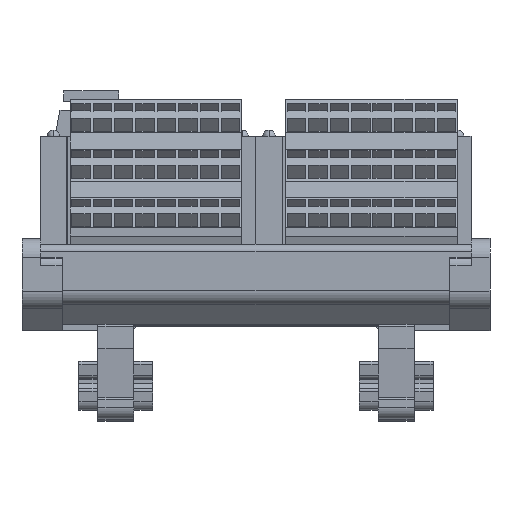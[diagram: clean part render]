
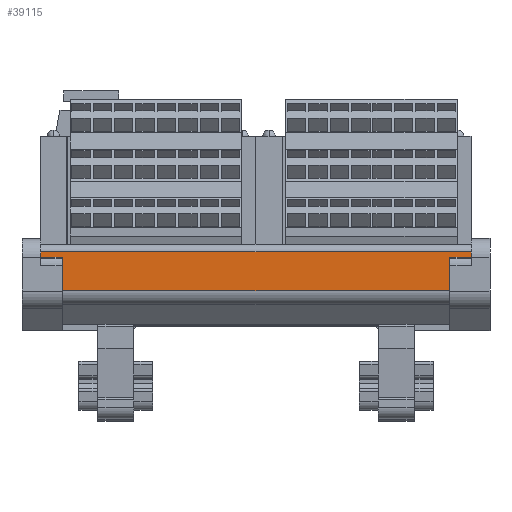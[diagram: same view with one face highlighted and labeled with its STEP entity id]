
A CAD part, front view. The second image highlights one B-rep face of the part: STEP entity #39115.
In plain terms, the highlighted planar face has unit normal (0, -1, 0).
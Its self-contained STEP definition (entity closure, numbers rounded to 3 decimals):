
#39058=AXIS2_PLACEMENT_3D('Plane Axis2P3D',#39055,#39056,#39057) ;
#38714=CARTESIAN_POINT('Vertex',(106.6,2.099,38.052)) ;
#39030=CARTESIAN_POINT('Vertex',(4.5,2.099,40.202)) ;
#39033=CARTESIAN_POINT('Line Origine',(112.1,2.099,40.202)) ;
#39037=CARTESIAN_POINT('Vertex',(106.6,2.099,40.202)) ;
#39055=CARTESIAN_POINT('Axis2P3D Location',(112.1,2.099,40.202)) ;
#39060=CARTESIAN_POINT('Line Origine',(106.6,2.099,39.127)) ;
#39065=CARTESIAN_POINT('Line Origine',(4.5,2.099,39.127)) ;
#39069=CARTESIAN_POINT('Vertex',(4.5,2.099,38.052)) ;
#39072=CARTESIAN_POINT('Line Origine',(4.5,2.099,37.302)) ;
#39076=CARTESIAN_POINT('Vertex',(4.5,2.099,36.552)) ;
#39079=CARTESIAN_POINT('Line Origine',(4.5,2.099,33.763)) ;
#39083=CARTESIAN_POINT('Vertex',(4.5,2.099,30.973)) ;
#39086=CARTESIAN_POINT('Line Origine',(55.55,2.099,30.973)) ;
#39090=CARTESIAN_POINT('Vertex',(106.6,2.099,30.973)) ;
#39093=CARTESIAN_POINT('Line Origine',(106.6,2.099,33.763)) ;
#39097=CARTESIAN_POINT('Vertex',(106.6,2.099,36.552)) ;
#39100=CARTESIAN_POINT('Line Origine',(106.6,2.099,37.302)) ;
#39034=DIRECTION('Vector Direction',(-1.,0.,0.)) ;
#39056=DIRECTION('Axis2P3D Direction',(0.,1.,0.)) ;
#39057=DIRECTION('Axis2P3D XDirection',(-1.,0.,0.)) ;
#39061=DIRECTION('Vector Direction',(0.,0.,-1.)) ;
#39066=DIRECTION('Vector Direction',(0.,0.,-1.)) ;
#39073=DIRECTION('Vector Direction',(0.,0.,-1.)) ;
#39080=DIRECTION('Vector Direction',(0.,0.,-1.)) ;
#39087=DIRECTION('Vector Direction',(-1.,0.,0.)) ;
#39094=DIRECTION('Vector Direction',(0.,0.,-1.)) ;
#39101=DIRECTION('Vector Direction',(0.,0.,-1.)) ;
#39035=VECTOR('Line Direction',#39034,1.) ;
#39062=VECTOR('Line Direction',#39061,1.) ;
#39067=VECTOR('Line Direction',#39066,1.) ;
#39074=VECTOR('Line Direction',#39073,1.) ;
#39081=VECTOR('Line Direction',#39080,1.) ;
#39088=VECTOR('Line Direction',#39087,1.) ;
#39095=VECTOR('Line Direction',#39094,1.) ;
#39102=VECTOR('Line Direction',#39101,1.) ;
#39106=ORIENTED_EDGE('',*,*,#39064,.F.) ;
#39107=ORIENTED_EDGE('',*,*,#39039,.T.) ;
#39108=ORIENTED_EDGE('',*,*,#39071,.T.) ;
#39109=ORIENTED_EDGE('',*,*,#39078,.T.) ;
#39110=ORIENTED_EDGE('',*,*,#39085,.T.) ;
#39111=ORIENTED_EDGE('',*,*,#39092,.F.) ;
#39112=ORIENTED_EDGE('',*,*,#39099,.F.) ;
#39113=ORIENTED_EDGE('',*,*,#39104,.F.) ;
#39115=ADVANCED_FACE('NONE',(#39114),#39059,.F.) ;
#39039=EDGE_CURVE('',#39038,#39031,#39036,.T.) ;
#39064=EDGE_CURVE('',#39038,#38715,#39063,.T.) ;
#39071=EDGE_CURVE('',#39031,#39070,#39068,.T.) ;
#39078=EDGE_CURVE('',#39070,#39077,#39075,.T.) ;
#39085=EDGE_CURVE('',#39077,#39084,#39082,.T.) ;
#39092=EDGE_CURVE('',#39091,#39084,#39089,.T.) ;
#39099=EDGE_CURVE('',#39098,#39091,#39096,.T.) ;
#39104=EDGE_CURVE('',#38715,#39098,#39103,.T.) ;
#39105=EDGE_LOOP('',(#39106,#39107,#39108,#39109,#39110,#39111,#39112,#39113)) ;
#39114=FACE_OUTER_BOUND('',#39105,.T.) ;
#39036=LINE('Line',#39033,#39035) ;
#39063=LINE('Line',#39060,#39062) ;
#39068=LINE('Line',#39065,#39067) ;
#39075=LINE('Line',#39072,#39074) ;
#39082=LINE('Line',#39079,#39081) ;
#39089=LINE('Line',#39086,#39088) ;
#39096=LINE('Line',#39093,#39095) ;
#39103=LINE('Line',#39100,#39102) ;
#39059=PLANE('',#39058) ;
#38715=VERTEX_POINT('',#38714) ;
#39031=VERTEX_POINT('',#39030) ;
#39038=VERTEX_POINT('',#39037) ;
#39070=VERTEX_POINT('',#39069) ;
#39077=VERTEX_POINT('',#39076) ;
#39084=VERTEX_POINT('',#39083) ;
#39091=VERTEX_POINT('',#39090) ;
#39098=VERTEX_POINT('',#39097) ;
